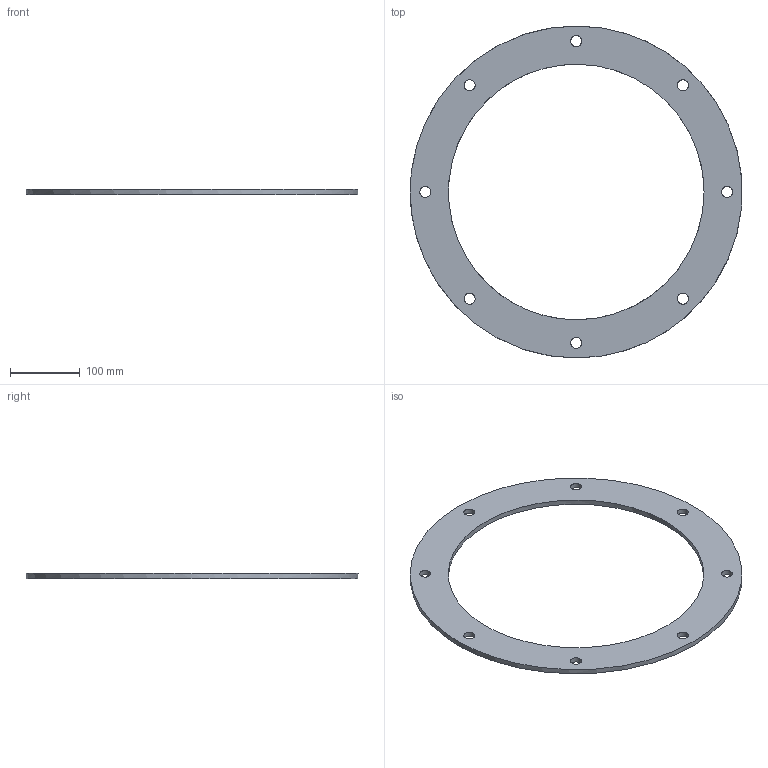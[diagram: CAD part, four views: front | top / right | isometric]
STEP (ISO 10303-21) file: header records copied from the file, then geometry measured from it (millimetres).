
FILE_DESCRIPTION(('FreeCAD Model'),'2;1');
FILE_NAME('Open CASCADE Shape Model','2025-05-09T16:12:57',('FreeCAD'),( 'FreeCAD'),'Open CASCADE STEP processor 7.6','FreeCAD','Unknown');
FILE_SCHEMA(('AUTOMOTIVE_DESIGN { 1 0 10303 214 1 1 1 1 }'));
Length unit declared in the file: millimetre
Products named in the file (1): Open CASCADE STEP translator 7.6 1
Bounding box: 475.77 x 476.48 x 7.22 mm (x, y, z)
Volume: 518408.4 mm3; surface area: 164171.7 mm2
Topology: 1 solids, 1 shells, 12 faces, 30 edges, 20 vertices
Faces by surface type: bspline 12
Entity records: 580 total; most frequent: CARTESIAN_POINT 369, ORIENTED_EDGE 60, FACE_BOUND 30, EDGE_LOOP 30, EDGE_CURVE 30, VERTEX_POINT 20, ADVANCED_FACE 12, B_SPLINE_CURVE_WITH_KNOTS 10
